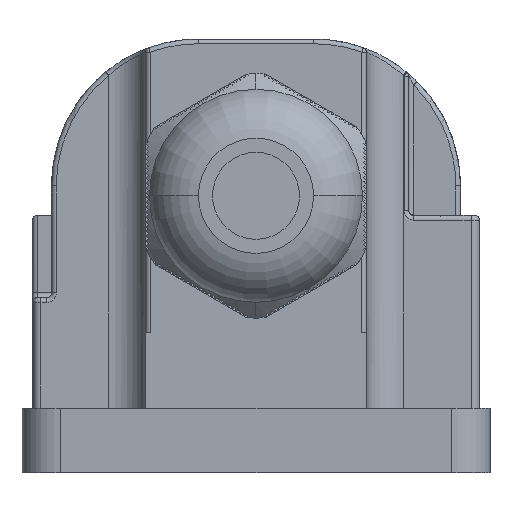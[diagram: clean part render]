
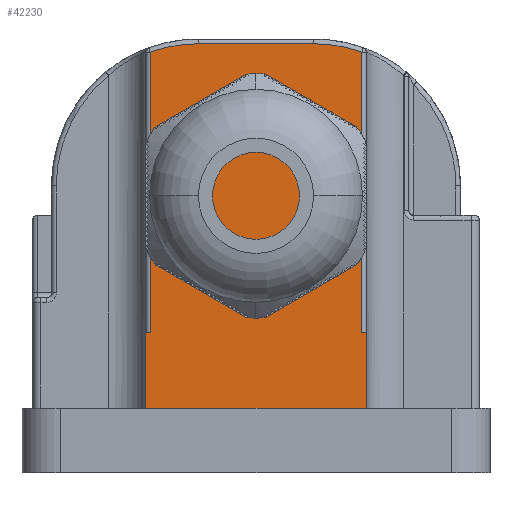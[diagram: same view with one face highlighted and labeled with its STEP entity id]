
A CAD part, left-side view. The second image highlights one B-rep face of the part: STEP entity #42230.
In plain terms, the highlighted planar face has unit normal (-1, 0, 0).
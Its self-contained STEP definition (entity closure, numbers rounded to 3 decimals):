
#1021 = VECTOR ( 'NONE', #46309, 1000. ) ;
#1797 = ORIENTED_EDGE ( 'NONE', *, *, #22809, .F. ) ;
#1940 = DIRECTION ( 'NONE',  ( 0., 0., 1. ) ) ;
#2758 = CARTESIAN_POINT ( 'NONE',  ( -40.627, 41.196, 17.74 ) ) ;
#2884 = VERTEX_POINT ( 'NONE', #29715 ) ;
#3834 = CIRCLE ( 'NONE', #19145, 15.367 ) ;
#4167 = VECTOR ( 'NONE', #1940, 1000. ) ;
#4372 = VERTEX_POINT ( 'NONE', #13412 ) ;
#4466 = CARTESIAN_POINT ( 'NONE',  ( -40.627, 41.196, 48.982 ) ) ;
#4583 = CIRCLE ( 'NONE', #28686, 15.367 ) ;
#5179 = ORIENTED_EDGE ( 'NONE', *, *, #31374, .T. ) ;
#6060 = DIRECTION ( 'NONE',  ( 0., 0., -1. ) ) ;
#6555 = DIRECTION ( 'NONE',  ( 0., 1., 0. ) ) ;
#6907 = VERTEX_POINT ( 'NONE', #39106 ) ;
#7288 = EDGE_CURVE ( 'NONE', #45279, #38518, #3834, .T. ) ;
#7834 = LINE ( 'NONE', #38170, #36461 ) ;
#10287 = EDGE_CURVE ( 'NONE', #4372, #32269, #20870, .T. ) ;
#11350 = EDGE_CURVE ( 'NONE', #24580, #45279, #43849, .T. ) ;
#11628 = EDGE_CURVE ( 'NONE', #2884, #37928, #46771, .T. ) ;
#13021 = ORIENTED_EDGE ( 'NONE', *, *, #13214, .T. ) ;
#13214 = EDGE_CURVE ( 'NONE', #37020, #2884, #4583, .T. ) ;
#13412 = CARTESIAN_POINT ( 'NONE',  ( -40.627, 8.329, 9.598 ) ) ;
#13847 = CARTESIAN_POINT ( 'NONE',  ( -40.627, 26.49, 48.982 ) ) ;
#14313 = CARTESIAN_POINT ( 'NONE',  ( -40.627, 31.697, 5.24 ) ) ;
#14847 = PLANE ( 'NONE',  #48185 ) ;
#14986 = VECTOR ( 'NONE', #6555, 1000. ) ;
#15005 = CARTESIAN_POINT ( 'NONE',  ( -40.627, 41.196, 5.24 ) ) ;
#15730 = DIRECTION ( 'NONE',  ( -1., 0., 0. ) ) ;
#16331 = CARTESIAN_POINT ( 'NONE',  ( -40.627, 8.329, 5.24 ) ) ;
#16678 = CARTESIAN_POINT ( 'NONE',  ( -40.627, 26.49, 33.615 ) ) ;
#17049 = VECTOR ( 'NONE', #48175, 1000. ) ;
#18686 = EDGE_CURVE ( 'NONE', #42098, #6907, #27035, .T. ) ;
#18745 = DIRECTION ( 'NONE',  ( 0., 0., 1. ) ) ;
#18838 = CARTESIAN_POINT ( 'NONE',  ( -40.627, 8.329, 17.74 ) ) ;
#19145 = AXIS2_PLACEMENT_3D ( 'NONE', #38094, #15730, #41807 ) ;
#20307 = ORIENTED_EDGE ( 'NONE', *, *, #10287, .T. ) ;
#20406 = DIRECTION ( 'NONE',  ( 0., 0., -1. ) ) ;
#20744 = CARTESIAN_POINT ( 'NONE',  ( -40.627, 31.697, 17.74 ) ) ;
#20870 = LINE ( 'NONE', #16331, #1021 ) ;
#20910 = ORIENTED_EDGE ( 'NONE', *, *, #18686, .T. ) ;
#22809 = EDGE_CURVE ( 'NONE', #4372, #6907, #24880, .T. ) ;
#23719 = VECTOR ( 'NONE', #33816, 1000. ) ;
#24580 = VERTEX_POINT ( 'NONE', #32555 ) ;
#24880 = LINE ( 'NONE', #30238, #23719 ) ;
#25164 = ORIENTED_EDGE ( 'NONE', *, *, #7288, .T. ) ;
#25869 = VECTOR ( 'NONE', #6060, 1000. ) ;
#25984 = ORIENTED_EDGE ( 'NONE', *, *, #45024, .T. ) ;
#26953 = DIRECTION ( 'NONE',  ( 0., 1., 0. ) ) ;
#27035 = LINE ( 'NONE', #43210, #25869 ) ;
#28686 = AXIS2_PLACEMENT_3D ( 'NONE', #16678, #42726, #20406 ) ;
#29100 = FACE_OUTER_BOUND ( 'NONE', #41897, .T. ) ;
#29507 = ORIENTED_EDGE ( 'NONE', *, *, #38210, .T. ) ;
#29715 = CARTESIAN_POINT ( 'NONE',  ( -40.627, 31.697, 48.073 ) ) ;
#30238 = CARTESIAN_POINT ( 'NONE',  ( -40.627, 41.387, 9.598 ) ) ;
#31374 = EDGE_CURVE ( 'NONE', #32269, #24580, #43574, .T. ) ;
#31847 = CARTESIAN_POINT ( 'NONE',  ( -40.627, 8.837, 5.24 ) ) ;
#32269 = VERTEX_POINT ( 'NONE', #18838 ) ;
#32555 = CARTESIAN_POINT ( 'NONE',  ( -40.627, 8.837, 17.74 ) ) ;
#33816 = DIRECTION ( 'NONE',  ( 0., 1., 0. ) ) ;
#35509 = VECTOR ( 'NONE', #26953, 1000. ) ;
#36097 = CARTESIAN_POINT ( 'NONE',  ( -40.627, 14.044, 48.982 ) ) ;
#36461 = VECTOR ( 'NONE', #38476, 1000. ) ;
#37020 = VERTEX_POINT ( 'NONE', #13847 ) ;
#37827 = CARTESIAN_POINT ( 'NONE',  ( -40.627, 8.837, 48.073 ) ) ;
#37928 = VERTEX_POINT ( 'NONE', #20744 ) ;
#38094 = CARTESIAN_POINT ( 'NONE',  ( -40.627, 14.044, 33.615 ) ) ;
#38170 = CARTESIAN_POINT ( 'NONE',  ( -40.627, 41.196, 17.74 ) ) ;
#38210 = EDGE_CURVE ( 'NONE', #38518, #37020, #45354, .T. ) ;
#38476 = DIRECTION ( 'NONE',  ( 0., 1., 0. ) ) ;
#38518 = VERTEX_POINT ( 'NONE', #36097 ) ;
#39106 = CARTESIAN_POINT ( 'NONE',  ( -40.627, 32.205, 9.598 ) ) ;
#41096 = DIRECTION ( 'NONE',  ( -1., 0., 0. ) ) ;
#41807 = DIRECTION ( 'NONE',  ( 0., 0., -1. ) ) ;
#41897 = EDGE_LOOP ( 'NONE', ( #29507, #13021, #43309, #25984, #20910, #1797, #20307, #5179, #46968, #25164 ) ) ;
#42098 = VERTEX_POINT ( 'NONE', #47262 ) ;
#42230 = ADVANCED_FACE ( 'NONE', ( #29100 ), #14847, .T. ) ;
#42726 = DIRECTION ( 'NONE',  ( -1., 0., 0. ) ) ;
#43210 = CARTESIAN_POINT ( 'NONE',  ( -40.627, 32.205, -9.849 ) ) ;
#43309 = ORIENTED_EDGE ( 'NONE', *, *, #11628, .T. ) ;
#43574 = LINE ( 'NONE', #2758, #14986 ) ;
#43849 = LINE ( 'NONE', #31847, #4167 ) ;
#45024 = EDGE_CURVE ( 'NONE', #37928, #42098, #7834, .T. ) ;
#45279 = VERTEX_POINT ( 'NONE', #37827 ) ;
#45354 = LINE ( 'NONE', #4466, #35509 ) ;
#46309 = DIRECTION ( 'NONE',  ( 0., 0., 1. ) ) ;
#46771 = LINE ( 'NONE', #14313, #17049 ) ;
#46968 = ORIENTED_EDGE ( 'NONE', *, *, #11350, .T. ) ;
#47262 = CARTESIAN_POINT ( 'NONE',  ( -40.627, 32.205, 17.74 ) ) ;
#48175 = DIRECTION ( 'NONE',  ( 0., 0., -1. ) ) ;
#48185 = AXIS2_PLACEMENT_3D ( 'NONE', #15005, #41096, #18745 ) ;
